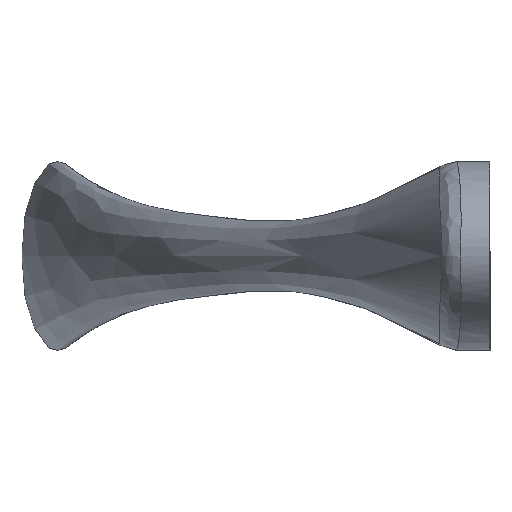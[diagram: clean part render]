
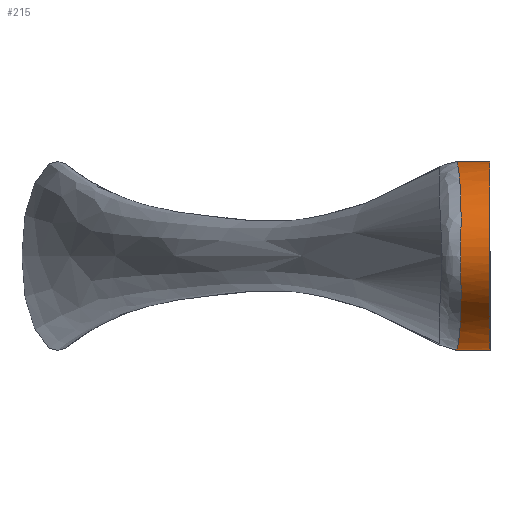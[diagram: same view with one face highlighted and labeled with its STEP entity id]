
A CAD part, left-side view. The second image highlights one B-rep face of the part: STEP entity #215.
In plain terms, the highlighted free-form (B-spline) face has degree [1, 2] with [2, 9] control points.
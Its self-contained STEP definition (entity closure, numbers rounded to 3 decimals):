
#15=(
BOUNDED_SURFACE()
B_SPLINE_SURFACE(1,2,((#1219,#1220,#1221,#1222,#1223,#1224,#1225,#1226,
#1227),(#1228,#1229,#1230,#1231,#1232,#1233,#1234,#1235,#1236)),
 .UNSPECIFIED.,.F.,.T.,.F.)
B_SPLINE_SURFACE_WITH_KNOTS((2,2),(3,2,2,2,3),(-0.263,0.571),
(-3.142,-1.571,0.,1.571,3.142),
 .UNSPECIFIED.)
GEOMETRIC_REPRESENTATION_ITEM()
RATIONAL_B_SPLINE_SURFACE(((1.,0.707,1.,0.707,1.,
0.707,1.,0.707,1.),(1.,0.707,1.,0.707,
1.,0.707,1.,0.707,1.)))
REPRESENTATION_ITEM('')
SURFACE()
);
#22=B_SPLINE_CURVE_WITH_KNOTS('',3,(#1189,#1190,#1191,#1192,#1193,#1194,
#1195,#1196,#1197,#1198,#1199,#1200,#1201,#1202,#1203),.UNSPECIFIED.,.F.,
 .F.,(4,1,1,1,1,1,1,1,1,1,1,1,4),(-3.142,-3.029,-2.917,
-2.693,-2.244,-1.346,-0.898,
-0.449,-0.299,-0.15,-0.075,
0.,0.),.UNSPECIFIED.);
#23=B_SPLINE_CURVE_WITH_KNOTS('',3,(#1204,#1205,#1206,#1207,#1208,#1209,
#1210,#1211,#1212,#1213,#1214,#1215,#1216,#1217,#1218),.UNSPECIFIED.,.F.,
 .F.,(4,1,1,1,1,1,1,1,1,1,1,1,4),(0.,0.15,
0.224,0.299,0.449,0.748,
1.047,1.346,2.244,2.693,2.917,
3.029,3.142),.UNSPECIFIED.);
#24=B_SPLINE_CURVE_WITH_KNOTS('',1,(#1237,#1238),.UNSPECIFIED.,.F.,.F.,
(2,2),(-0.02,0.263),.UNSPECIFIED.);
#30=ELLIPSE('',#246,11.,6.5);
#48=FACE_OUTER_BOUND('',#63,.T.);
#63=EDGE_LOOP('',(#180,#181,#182,#183,#184));
#90=VERTEX_POINT('',#321);
#102=VERTEX_POINT('',#1186);
#103=VERTEX_POINT('',#1188);
#110=EDGE_CURVE('',#90,#90,#30,.T.);
#128=EDGE_CURVE('',#102,#103,#22,.T.);
#129=EDGE_CURVE('',#103,#102,#23,.T.);
#130=EDGE_CURVE('',#90,#103,#24,.T.);
#180=ORIENTED_EDGE('',*,*,#110,.F.);
#181=ORIENTED_EDGE('',*,*,#130,.T.);
#182=ORIENTED_EDGE('',*,*,#128,.F.);
#183=ORIENTED_EDGE('',*,*,#129,.F.);
#184=ORIENTED_EDGE('',*,*,#130,.F.);
#215=ADVANCED_FACE('',(#48),#15,.F.);
#246=AXIS2_PLACEMENT_3D('',#322,#277,#278);
#277=DIRECTION('center_axis',(0.,-1.,0.));
#278=DIRECTION('ref_axis',(-1.,0.,0.));
#321=CARTESIAN_POINT('',(-57.793,0.041,0.));
#322=CARTESIAN_POINT('Origin',(-68.793,0.041,0.));
#1186=CARTESIAN_POINT('',(-79.252,2.059,0.));
#1188=CARTESIAN_POINT('',(-57.014,2.948,0.));
#1189=CARTESIAN_POINT('Ctrl Pts',(-79.252,2.059,0.));
#1190=CARTESIAN_POINT('Ctrl Pts',(-79.252,2.059,0.529));
#1191=CARTESIAN_POINT('Ctrl Pts',(-79.016,2.048,1.554));
#1192=CARTESIAN_POINT('Ctrl Pts',(-78.124,2.038,3.01));
#1193=CARTESIAN_POINT('Ctrl Pts',(-76.253,2.077,4.647));
#1194=CARTESIAN_POINT('Ctrl Pts',(-72.25,2.224,6.356));
#1195=CARTESIAN_POINT('Ctrl Pts',(-67.53,2.401,6.735));
#1196=CARTESIAN_POINT('Ctrl Pts',(-62.867,2.594,5.861));
#1197=CARTESIAN_POINT('Ctrl Pts',(-60.199,2.727,4.693));
#1198=CARTESIAN_POINT('Ctrl Pts',(-58.417,2.839,3.224));
#1199=CARTESIAN_POINT('Ctrl Pts',(-57.605,2.899,2.193));
#1200=CARTESIAN_POINT('Ctrl Pts',(-57.12,2.939,1.06));
#1201=CARTESIAN_POINT('Ctrl Pts',(-57.014,2.948,0.349));
#1202=CARTESIAN_POINT('Ctrl Pts',(-57.014,2.948,0.));
#1203=CARTESIAN_POINT('Ctrl Pts',(-57.014,2.948,0.));
#1204=CARTESIAN_POINT('Ctrl Pts',(-57.014,2.948,0.));
#1205=CARTESIAN_POINT('Ctrl Pts',(-57.014,2.947,-0.698));
#1206=CARTESIAN_POINT('Ctrl Pts',(-57.332,2.92,-1.703));
#1207=CARTESIAN_POINT('Ctrl Pts',(-57.932,2.875,-2.603));
#1208=CARTESIAN_POINT('Ctrl Pts',(-58.595,2.828,-3.376));
#1209=CARTESIAN_POINT('Ctrl Pts',(-59.842,2.749,-4.405));
#1210=CARTESIAN_POINT('Ctrl Pts',(-61.722,2.65,-5.379));
#1211=CARTESIAN_POINT('Ctrl Pts',(-64.031,2.546,-6.094));
#1212=CARTESIAN_POINT('Ctrl Pts',(-67.927,2.386,-6.703));
#1213=CARTESIAN_POINT('Ctrl Pts',(-72.247,2.224,-6.354));
#1214=CARTESIAN_POINT('Ctrl Pts',(-76.254,2.077,-4.647));
#1215=CARTESIAN_POINT('Ctrl Pts',(-78.124,2.038,-3.01));
#1216=CARTESIAN_POINT('Ctrl Pts',(-79.016,2.048,-1.554));
#1217=CARTESIAN_POINT('Ctrl Pts',(-79.252,2.059,-0.529));
#1218=CARTESIAN_POINT('Ctrl Pts',(-79.252,2.059,0.));
#1219=CARTESIAN_POINT('Ctrl Pts',(-57.014,2.947,0.));
#1220=CARTESIAN_POINT('Ctrl Pts',(-57.014,2.947,6.5));
#1221=CARTESIAN_POINT('Ctrl Pts',(-67.277,5.697,6.5));
#1222=CARTESIAN_POINT('Ctrl Pts',(-77.54,8.447,6.5));
#1223=CARTESIAN_POINT('Ctrl Pts',(-77.54,8.447,0.));
#1224=CARTESIAN_POINT('Ctrl Pts',(-77.54,8.447,-6.5));
#1225=CARTESIAN_POINT('Ctrl Pts',(-67.277,5.697,-6.5));
#1226=CARTESIAN_POINT('Ctrl Pts',(-57.014,2.947,-6.5));
#1227=CARTESIAN_POINT('Ctrl Pts',(-57.014,2.947,0.));
#1228=CARTESIAN_POINT('Ctrl Pts',(-59.307,-5.611,0.));
#1229=CARTESIAN_POINT('Ctrl Pts',(-59.307,-5.611,6.5));
#1230=CARTESIAN_POINT('Ctrl Pts',(-69.57,-2.861,6.5));
#1231=CARTESIAN_POINT('Ctrl Pts',(-79.834,-0.111,
6.5));
#1232=CARTESIAN_POINT('Ctrl Pts',(-79.834,-0.111,
0.));
#1233=CARTESIAN_POINT('Ctrl Pts',(-79.834,-0.111,
-6.5));
#1234=CARTESIAN_POINT('Ctrl Pts',(-69.57,-2.861,-6.5));
#1235=CARTESIAN_POINT('Ctrl Pts',(-59.307,-5.611,-6.5));
#1236=CARTESIAN_POINT('Ctrl Pts',(-59.307,-5.611,0.));
#1237=CARTESIAN_POINT('Ctrl Pts',(-57.793,0.041,
0.));
#1238=CARTESIAN_POINT('Ctrl Pts',(-57.014,2.947,0.));
